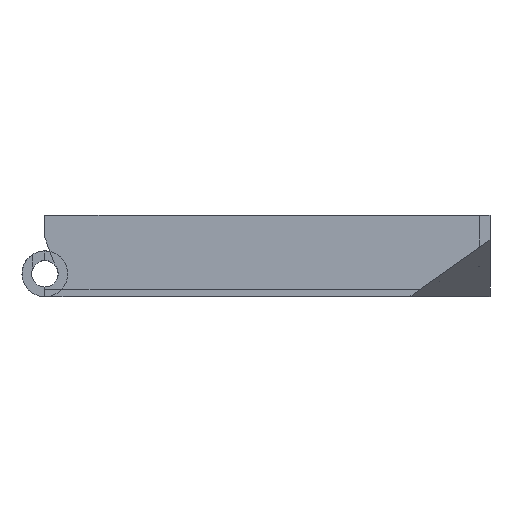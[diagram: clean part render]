
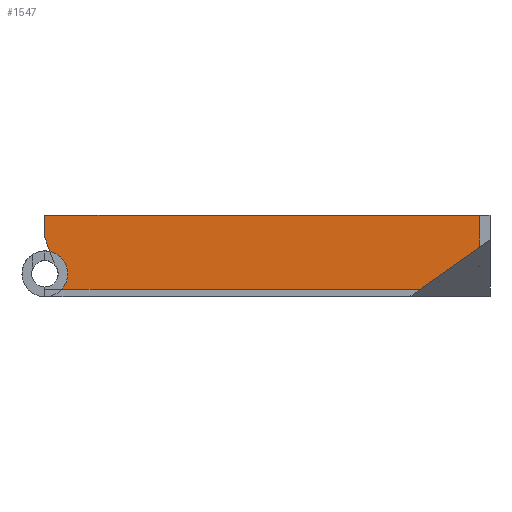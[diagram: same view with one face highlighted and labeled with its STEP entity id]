
A CAD part, left-side view. The second image highlights one B-rep face of the part: STEP entity #1547.
In plain terms, the highlighted planar face has unit normal (-1, 0, 0).
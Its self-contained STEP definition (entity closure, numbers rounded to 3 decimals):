
#44 = PLANE('',#45);
#45 = AXIS2_PLACEMENT_3D('',#46,#47,#48);
#46 = CARTESIAN_POINT('',(0.,0.,0.));
#47 = DIRECTION('',(1.,0.,0.));
#48 = DIRECTION('',(0.,0.,1.));
#243 = VERTEX_POINT('',#244);
#244 = CARTESIAN_POINT('',(0.,13.636,1.5));
#257 = PLANE('',#258);
#258 = AXIS2_PLACEMENT_3D('',#259,#260,#261);
#259 = CARTESIAN_POINT('',(10.,-10.,11.142));
#260 = DIRECTION('',(0.5,0.5,0.707));
#261 = DIRECTION('',(0.5,0.5,-0.707));
#291 = VERTEX_POINT('',#292);
#292 = CARTESIAN_POINT('',(0.,84.146,1.5));
#319 = EDGE_CURVE('',#243,#291,#320,.T.);
#320 = SURFACE_CURVE('',#321,(#325,#332),.PCURVE_S1.);
#321 = LINE('',#322,#323);
#322 = CARTESIAN_POINT('',(0.,0.,1.5));
#323 = VECTOR('',#324,1.);
#324 = DIRECTION('',(0.,1.,0.));
#325 = PCURVE('',#44,#326);
#326 = DEFINITIONAL_REPRESENTATION('',(#327),#331);
#327 = LINE('',#328,#329);
#328 = CARTESIAN_POINT('',(1.5,0.));
#329 = VECTOR('',#330,1.);
#330 = DIRECTION('',(0.,-1.));
#331 = ( GEOMETRIC_REPRESENTATION_CONTEXT(2) 
PARAMETRIC_REPRESENTATION_CONTEXT() REPRESENTATION_CONTEXT('2D SPACE',''
  ) );
#332 = PCURVE('',#333,#338);
#333 = PLANE('',#334);
#334 = AXIS2_PLACEMENT_3D('',#335,#336,#337);
#335 = CARTESIAN_POINT('',(0.,0.,0.));
#336 = DIRECTION('',(1.,0.,0.));
#337 = DIRECTION('',(0.,0.,1.));
#338 = DEFINITIONAL_REPRESENTATION('',(#339),#343);
#339 = LINE('',#340,#341);
#340 = CARTESIAN_POINT('',(1.5,0.));
#341 = VECTOR('',#342,1.);
#342 = DIRECTION('',(0.,-1.));
#343 = ( GEOMETRIC_REPRESENTATION_CONTEXT(2) 
PARAMETRIC_REPRESENTATION_CONTEXT() REPRESENTATION_CONTEXT('2D SPACE',''
  ) );
#388 = PLANE('',#389);
#389 = AXIS2_PLACEMENT_3D('',#390,#391,#392);
#390 = CARTESIAN_POINT('',(0.,0.,0.));
#391 = DIRECTION('',(1.,0.,0.));
#392 = DIRECTION('',(0.,0.,1.));
#1221 = VERTEX_POINT('',#1222);
#1222 = CARTESIAN_POINT('',(0.,2.,9.728));
#1237 = PLANE('',#1238);
#1238 = AXIS2_PLACEMENT_3D('',#1239,#1240,#1241);
#1239 = CARTESIAN_POINT('',(0.,0.,0.));
#1240 = DIRECTION('',(1.,0.,0.));
#1241 = DIRECTION('',(0.,0.,1.));
#1529 = EDGE_CURVE('',#243,#1221,#1530,.T.);
#1530 = SURFACE_CURVE('',#1531,(#1535,#1541),.PCURVE_S1.);
#1531 = LINE('',#1532,#1533);
#1532 = CARTESIAN_POINT('',(0.,-0.707,
    11.642));
#1533 = VECTOR('',#1534,1.);
#1534 = DIRECTION('',(0.,-0.816,0.577));
#1535 = PCURVE('',#257,#1536);
#1536 = DEFINITIONAL_REPRESENTATION('',(#1537),#1540);
#1537 = B_SPLINE_CURVE_WITH_KNOTS('',1,(#1538,#1539),.UNSPECIFIED.,.F.,
  .F.,(2,2),(-20.078,2.808),.PIECEWISE_BEZIER_KNOTS.);
#1538 = CARTESIAN_POINT('',(15.687,25.234));
#1539 = CARTESIAN_POINT('',(-3.,12.021));
#1540 = ( GEOMETRIC_REPRESENTATION_CONTEXT(2) 
PARAMETRIC_REPRESENTATION_CONTEXT() REPRESENTATION_CONTEXT('2D SPACE',''
  ) );
#1541 = PCURVE('',#333,#1542);
#1542 = DEFINITIONAL_REPRESENTATION('',(#1543),#1546);
#1543 = B_SPLINE_CURVE_WITH_KNOTS('',1,(#1544,#1545),.UNSPECIFIED.,.F.,
  .F.,(2,2),(-20.078,2.808),.PIECEWISE_BEZIER_KNOTS.);
#1544 = CARTESIAN_POINT('',(0.05,-15.687));
#1545 = CARTESIAN_POINT('',(13.263,3.));
#1546 = ( GEOMETRIC_REPRESENTATION_CONTEXT(2) 
PARAMETRIC_REPRESENTATION_CONTEXT() REPRESENTATION_CONTEXT('2D SPACE',''
  ) );
#1547 = ADVANCED_FACE('',(#1548),#333,.F.);
#1548 = FACE_BOUND('',#1549,.F.);
#1549 = EDGE_LOOP('',(#1550,#1573,#1574,#1575,#1599,#1625,#1653));
#1550 = ORIENTED_EDGE('',*,*,#1551,.F.);
#1551 = EDGE_CURVE('',#1221,#1552,#1554,.T.);
#1552 = VERTEX_POINT('',#1553);
#1553 = CARTESIAN_POINT('',(0.,2.,16.));
#1554 = SURFACE_CURVE('',#1555,(#1559,#1566),.PCURVE_S1.);
#1555 = LINE('',#1556,#1557);
#1556 = CARTESIAN_POINT('',(0.,2.,0.));
#1557 = VECTOR('',#1558,1.);
#1558 = DIRECTION('',(0.,0.,1.));
#1559 = PCURVE('',#333,#1560);
#1560 = DEFINITIONAL_REPRESENTATION('',(#1561),#1565);
#1561 = LINE('',#1562,#1563);
#1562 = CARTESIAN_POINT('',(0.,-2.));
#1563 = VECTOR('',#1564,1.);
#1564 = DIRECTION('',(1.,0.));
#1565 = ( GEOMETRIC_REPRESENTATION_CONTEXT(2) 
PARAMETRIC_REPRESENTATION_CONTEXT() REPRESENTATION_CONTEXT('2D SPACE',''
  ) );
#1566 = PCURVE('',#1237,#1567);
#1567 = DEFINITIONAL_REPRESENTATION('',(#1568),#1572);
#1568 = LINE('',#1569,#1570);
#1569 = CARTESIAN_POINT('',(0.,-2.));
#1570 = VECTOR('',#1571,1.);
#1571 = DIRECTION('',(1.,0.));
#1572 = ( GEOMETRIC_REPRESENTATION_CONTEXT(2) 
PARAMETRIC_REPRESENTATION_CONTEXT() REPRESENTATION_CONTEXT('2D SPACE',''
  ) );
#1573 = ORIENTED_EDGE('',*,*,#1529,.F.);
#1574 = ORIENTED_EDGE('',*,*,#319,.T.);
#1575 = ORIENTED_EDGE('',*,*,#1576,.F.);
#1576 = EDGE_CURVE('',#1577,#291,#1579,.T.);
#1577 = VERTEX_POINT('',#1578);
#1578 = CARTESIAN_POINT('',(0.,86.524,
    8.893));
#1579 = SURFACE_CURVE('',#1580,(#1585,#1592),.PCURVE_S1.);
#1580 = CIRCLE('',#1581,4.5);
#1581 = AXIS2_PLACEMENT_3D('',#1582,#1583,#1584);
#1582 = CARTESIAN_POINT('',(0.,87.5,4.5));
#1583 = DIRECTION('',(1.,0.,0.));
#1584 = DIRECTION('',(0.,0.,-1.));
#1585 = PCURVE('',#333,#1586);
#1586 = DEFINITIONAL_REPRESENTATION('',(#1587),#1591);
#1587 = CIRCLE('',#1588,4.5);
#1588 = AXIS2_PLACEMENT_2D('',#1589,#1590);
#1589 = CARTESIAN_POINT('',(4.5,-87.5));
#1590 = DIRECTION('',(-1.,0.));
#1591 = ( GEOMETRIC_REPRESENTATION_CONTEXT(2) 
PARAMETRIC_REPRESENTATION_CONTEXT() REPRESENTATION_CONTEXT('2D SPACE',''
  ) );
#1592 = PCURVE('',#388,#1593);
#1593 = DEFINITIONAL_REPRESENTATION('',(#1594),#1598);
#1594 = CIRCLE('',#1595,4.5);
#1595 = AXIS2_PLACEMENT_2D('',#1596,#1597);
#1596 = CARTESIAN_POINT('',(4.5,-87.5));
#1597 = DIRECTION('',(-1.,0.));
#1598 = ( GEOMETRIC_REPRESENTATION_CONTEXT(2) 
PARAMETRIC_REPRESENTATION_CONTEXT() REPRESENTATION_CONTEXT('2D SPACE',''
  ) );
#1599 = ORIENTED_EDGE('',*,*,#1600,.F.);
#1600 = EDGE_CURVE('',#1601,#1577,#1603,.T.);
#1601 = VERTEX_POINT('',#1602);
#1602 = CARTESIAN_POINT('',(0.,87.5,11.575));
#1603 = SURFACE_CURVE('',#1604,(#1608,#1614),.PCURVE_S1.);
#1604 = LINE('',#1605,#1606);
#1605 = CARTESIAN_POINT('',(0.,79.273,
    -11.029));
#1606 = VECTOR('',#1607,1.);
#1607 = DIRECTION('',(0.,-0.342,-0.94));
#1608 = PCURVE('',#333,#1609);
#1609 = DEFINITIONAL_REPRESENTATION('',(#1610),#1613);
#1610 = B_SPLINE_CURVE_WITH_KNOTS('',1,(#1611,#1612),.UNSPECIFIED.,.F.,
  .F.,(2,2),(-27.588,-17.519),.PIECEWISE_BEZIER_KNOTS.);
#1611 = CARTESIAN_POINT('',(14.896,-88.709));
#1612 = CARTESIAN_POINT('',(5.433,-85.265));
#1613 = ( GEOMETRIC_REPRESENTATION_CONTEXT(2) 
PARAMETRIC_REPRESENTATION_CONTEXT() REPRESENTATION_CONTEXT('2D SPACE',''
  ) );
#1614 = PCURVE('',#1615,#1620);
#1615 = PLANE('',#1616);
#1616 = AXIS2_PLACEMENT_3D('',#1617,#1618,#1619);
#1617 = CARTESIAN_POINT('',(-2.,85.002,4.71));
#1618 = DIRECTION('',(0.,-0.94,0.342));
#1619 = DIRECTION('',(1.,0.,0.));
#1620 = DEFINITIONAL_REPRESENTATION('',(#1621),#1624);
#1621 = B_SPLINE_CURVE_WITH_KNOTS('',1,(#1622,#1623),.UNSPECIFIED.,.F.,
  .F.,(2,2),(-27.588,-17.519),.PIECEWISE_BEZIER_KNOTS.);
#1622 = CARTESIAN_POINT('',(2.,10.839));
#1623 = CARTESIAN_POINT('',(2.,0.769));
#1624 = ( GEOMETRIC_REPRESENTATION_CONTEXT(2) 
PARAMETRIC_REPRESENTATION_CONTEXT() REPRESENTATION_CONTEXT('2D SPACE',''
  ) );
#1625 = ORIENTED_EDGE('',*,*,#1626,.T.);
#1626 = EDGE_CURVE('',#1601,#1627,#1629,.T.);
#1627 = VERTEX_POINT('',#1628);
#1628 = CARTESIAN_POINT('',(0.,87.5,16.));
#1629 = SURFACE_CURVE('',#1630,(#1634,#1641),.PCURVE_S1.);
#1630 = LINE('',#1631,#1632);
#1631 = CARTESIAN_POINT('',(0.,87.5,0.));
#1632 = VECTOR('',#1633,1.);
#1633 = DIRECTION('',(0.,0.,1.));
#1634 = PCURVE('',#333,#1635);
#1635 = DEFINITIONAL_REPRESENTATION('',(#1636),#1640);
#1636 = LINE('',#1637,#1638);
#1637 = CARTESIAN_POINT('',(0.,-87.5));
#1638 = VECTOR('',#1639,1.);
#1639 = DIRECTION('',(1.,0.));
#1640 = ( GEOMETRIC_REPRESENTATION_CONTEXT(2) 
PARAMETRIC_REPRESENTATION_CONTEXT() REPRESENTATION_CONTEXT('2D SPACE',''
  ) );
#1641 = PCURVE('',#1642,#1647);
#1642 = PLANE('',#1643);
#1643 = AXIS2_PLACEMENT_3D('',#1644,#1645,#1646);
#1644 = CARTESIAN_POINT('',(0.,87.5,0.));
#1645 = DIRECTION('',(0.,1.,0.));
#1646 = DIRECTION('',(0.,0.,1.));
#1647 = DEFINITIONAL_REPRESENTATION('',(#1648),#1652);
#1648 = LINE('',#1649,#1650);
#1649 = CARTESIAN_POINT('',(0.,0.));
#1650 = VECTOR('',#1651,1.);
#1651 = DIRECTION('',(1.,0.));
#1652 = ( GEOMETRIC_REPRESENTATION_CONTEXT(2) 
PARAMETRIC_REPRESENTATION_CONTEXT() REPRESENTATION_CONTEXT('2D SPACE',''
  ) );
#1653 = ORIENTED_EDGE('',*,*,#1654,.F.);
#1654 = EDGE_CURVE('',#1552,#1627,#1655,.T.);
#1655 = SURFACE_CURVE('',#1656,(#1660,#1667),.PCURVE_S1.);
#1656 = LINE('',#1657,#1658);
#1657 = CARTESIAN_POINT('',(0.,0.,16.));
#1658 = VECTOR('',#1659,1.);
#1659 = DIRECTION('',(0.,1.,0.));
#1660 = PCURVE('',#333,#1661);
#1661 = DEFINITIONAL_REPRESENTATION('',(#1662),#1666);
#1662 = LINE('',#1663,#1664);
#1663 = CARTESIAN_POINT('',(16.,0.));
#1664 = VECTOR('',#1665,1.);
#1665 = DIRECTION('',(0.,-1.));
#1666 = ( GEOMETRIC_REPRESENTATION_CONTEXT(2) 
PARAMETRIC_REPRESENTATION_CONTEXT() REPRESENTATION_CONTEXT('2D SPACE',''
  ) );
#1667 = PCURVE('',#1668,#1673);
#1668 = PLANE('',#1669);
#1669 = AXIS2_PLACEMENT_3D('',#1670,#1671,#1672);
#1670 = CARTESIAN_POINT('',(0.,0.,16.));
#1671 = DIRECTION('',(0.,0.,1.));
#1672 = DIRECTION('',(1.,0.,0.));
#1673 = DEFINITIONAL_REPRESENTATION('',(#1674),#1678);
#1674 = LINE('',#1675,#1676);
#1675 = CARTESIAN_POINT('',(0.,0.));
#1676 = VECTOR('',#1677,1.);
#1677 = DIRECTION('',(0.,1.));
#1678 = ( GEOMETRIC_REPRESENTATION_CONTEXT(2) 
PARAMETRIC_REPRESENTATION_CONTEXT() REPRESENTATION_CONTEXT('2D SPACE',''
  ) );
